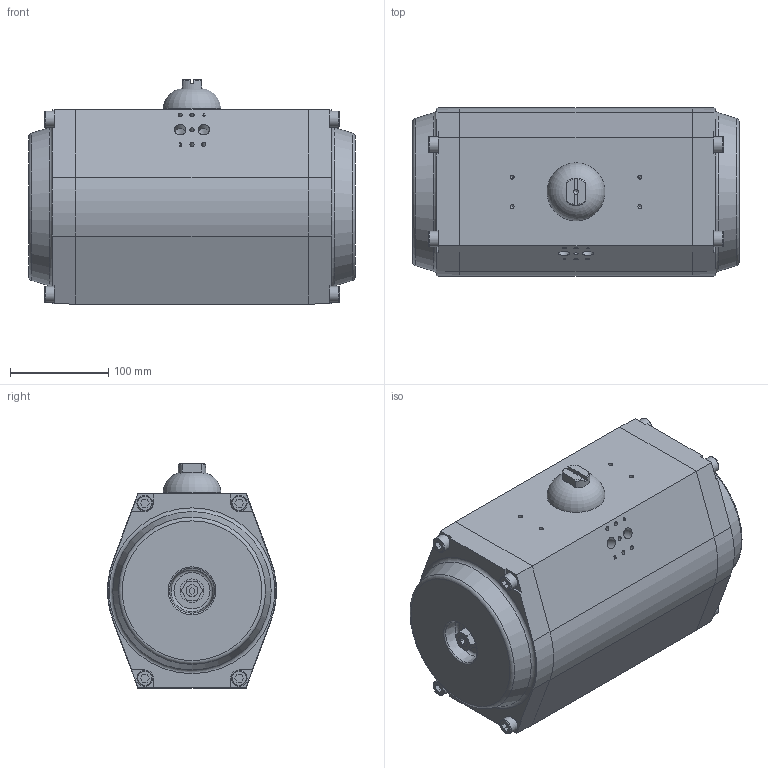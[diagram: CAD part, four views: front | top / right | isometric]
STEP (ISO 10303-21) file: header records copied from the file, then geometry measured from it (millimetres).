
FILE_DESCRIPTION(/* description */ ('Unknown'),/* implementation_level */ '2;1');
FILE_NAME(/* name */ 'DT480_ST162',/* time_stamp */ '2022-08-11T11:48:51+02:00',/* author */ ('Unknown'),/* organization */ ('Unknown'),/* preprocessor_version */ 'ST-DEVELOPER v16.7',/* originating_system */ 'Solid Edge',/* authorisation */ 'Unknown');
FILE_SCHEMA (('AUTOMOTIVE_DESIGN {1 0 10303 214 3 1 1}'));
Length unit declared in the file: millimetre
Products named in the file (1): DT480_ST162
Bounding box: 332 x 171.57 x 228 mm (x, y, z)
Volume: 9037926.3 mm3; surface area: 286882.5 mm2
Topology: 1 solids, 1 shells, 310 faces, 780 edges, 509 vertices
Faces by surface type: plane 203, cylinder 40, cone 40, torus 18, bspline 9
Full cylindrical faces by diameter (mm): 4.134 x9, 4.917 x1, 8.376 x4, 10.106 x4, 11.445 x2, 12 x2, 16 x8, 24 x2, 28 x1, 40 x1, 50 x1, 53.3 x1
Entity records: 10777 total; most frequent: CARTESIAN_POINT 1650, DIRECTION 1366, ORIENTED_EDGE 1320, EDGE_CURVE 660, VERTEX_POINT 487, LINE 480, VECTOR 480, FACE_BOUND 445
